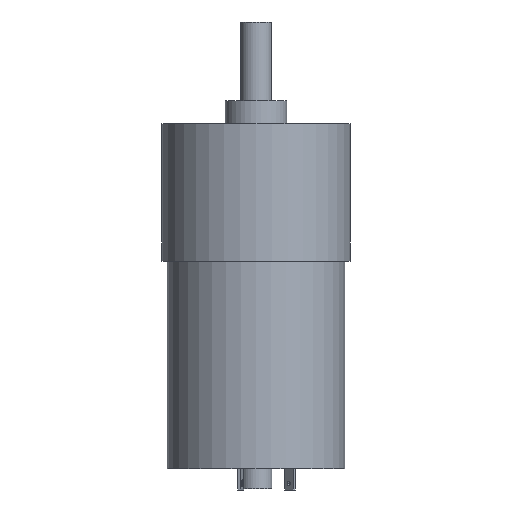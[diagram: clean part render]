
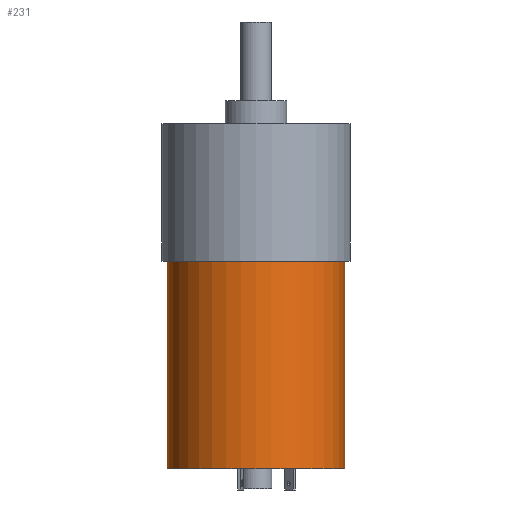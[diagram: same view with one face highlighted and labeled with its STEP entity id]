
A CAD part, front view. The second image highlights one B-rep face of the part: STEP entity #231.
In plain terms, the highlighted cylindrical face has radius 17.145 mm (diameter 34.29 mm), a partial arc.
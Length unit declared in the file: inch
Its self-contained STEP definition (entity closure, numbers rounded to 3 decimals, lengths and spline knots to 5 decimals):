
#32 = CARTESIAN_POINT ( 'NONE',  ( 0., 0., 0. ) ) ;
#106 = EDGE_CURVE ( 'NONE', #784, #1509, #1127, .T. ) ;
#177 = ORIENTED_EDGE ( 'NONE', *, *, #1212, .T. ) ;
#188 = DIRECTION ( 'NONE',  ( 1., 0., 0. ) ) ;
#231 = ADVANCED_FACE ( 'NONE', ( #1946 ), #1107, .T. ) ;
#299 = EDGE_CURVE ( 'NONE', #1351, #573, #1290, .T. ) ;
#345 = DIRECTION ( 'NONE',  ( 0., 0., 1. ) ) ;
#426 = AXIS2_PLACEMENT_3D ( 'NONE', #32, #1110, #188 ) ;
#460 = EDGE_LOOP ( 'NONE', ( #554, #1375, #1794, #177 ) ) ;
#476 = CIRCLE ( 'NONE', #426, 0.675 ) ;
#494 = CIRCLE ( 'NONE', #567, 0.675 ) ;
#529 = DIRECTION ( 'NONE',  ( 0., 0., -1. ) ) ;
#554 = ORIENTED_EDGE ( 'NONE', *, *, #106, .F. ) ;
#567 = AXIS2_PLACEMENT_3D ( 'NONE', #1452, #529, #1604 ) ;
#573 = VERTEX_POINT ( 'NONE', #1407 ) ;
#784 = VERTEX_POINT ( 'NONE', #2010 ) ;
#880 = CARTESIAN_POINT ( 'NONE',  ( 0.675, 0., -1.58 ) ) ;
#925 = CARTESIAN_POINT ( 'NONE',  ( 0.675, 0., -1.58 ) ) ;
#1009 = DIRECTION ( 'NONE',  ( 1., 0., 0. ) ) ;
#1023 = CARTESIAN_POINT ( 'NONE',  ( -0.675, 0., -1.58 ) ) ;
#1105 = EDGE_CURVE ( 'NONE', #1351, #784, #494, .T. ) ;
#1107 = CYLINDRICAL_SURFACE ( 'NONE', #1155, 0.675 ) ;
#1110 = DIRECTION ( 'NONE',  ( 0., 0., -1. ) ) ;
#1127 = LINE ( 'NONE', #1023, #1517 ) ;
#1155 = AXIS2_PLACEMENT_3D ( 'NONE', #1492, #1167, #1009 ) ;
#1167 = DIRECTION ( 'NONE',  ( 0., 0., 1. ) ) ;
#1212 = EDGE_CURVE ( 'NONE', #573, #1509, #476, .T. ) ;
#1290 = LINE ( 'NONE', #880, #1705 ) ;
#1351 = VERTEX_POINT ( 'NONE', #925 ) ;
#1363 = DIRECTION ( 'NONE',  ( 0., 0., 1. ) ) ;
#1375 = ORIENTED_EDGE ( 'NONE', *, *, #1105, .F. ) ;
#1407 = CARTESIAN_POINT ( 'NONE',  ( 0.675, 0., 0. ) ) ;
#1452 = CARTESIAN_POINT ( 'NONE',  ( 0., 0., -1.58 ) ) ;
#1492 = CARTESIAN_POINT ( 'NONE',  ( 0., 0., -1.58 ) ) ;
#1509 = VERTEX_POINT ( 'NONE', #1657 ) ;
#1517 = VECTOR ( 'NONE', #345, 39.37008 ) ;
#1604 = DIRECTION ( 'NONE',  ( -1., 0., 0. ) ) ;
#1657 = CARTESIAN_POINT ( 'NONE',  ( -0.675, 0., 0. ) ) ;
#1705 = VECTOR ( 'NONE', #1363, 39.37008 ) ;
#1794 = ORIENTED_EDGE ( 'NONE', *, *, #299, .T. ) ;
#1946 = FACE_OUTER_BOUND ( 'NONE', #460, .T. ) ;
#2010 = CARTESIAN_POINT ( 'NONE',  ( -0.675, 0., -1.58 ) ) ;
